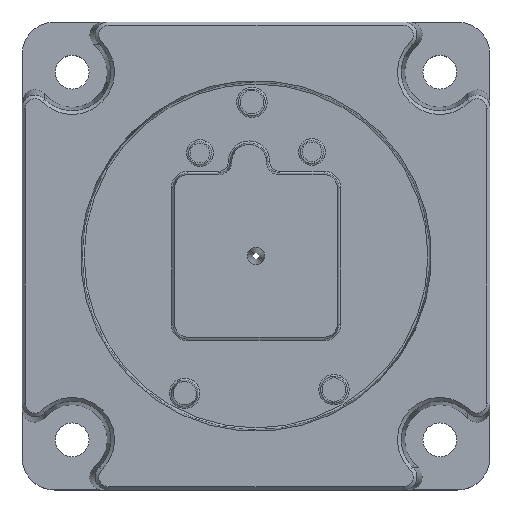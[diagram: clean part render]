
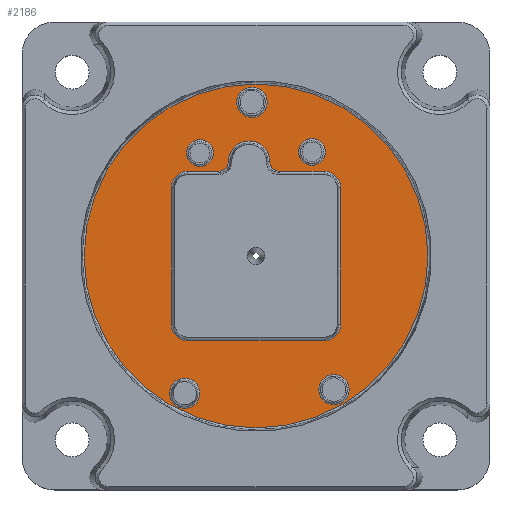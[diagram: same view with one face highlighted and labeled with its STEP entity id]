
A CAD part, top view. The second image highlights one B-rep face of the part: STEP entity #2186.
In plain terms, the highlighted planar face has unit normal (0, 0, 1).
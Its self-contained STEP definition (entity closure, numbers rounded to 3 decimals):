
#69=FACE_BOUND('',#434,.T.);
#70=FACE_BOUND('',#435,.T.);
#71=FACE_BOUND('',#436,.T.);
#72=FACE_BOUND('',#437,.T.);
#73=FACE_BOUND('',#438,.T.);
#74=FACE_BOUND('',#439,.T.);
#133=B_SPLINE_CURVE_WITH_KNOTS('',3,(#4184,#4185,#4186,#4187,#4188),
 .UNSPECIFIED.,.F.,.F.,(4,1,4),(-0.23,-0.098,
0.),.UNSPECIFIED.);
#134=B_SPLINE_CURVE_WITH_KNOTS('',3,(#4221,#4222,#4223,#4224,#4225),
 .UNSPECIFIED.,.F.,.F.,(4,1,4),(-0.23,-0.098,0.),
 .UNSPECIFIED.);
#187=PLANE('',#2373);
#295=FACE_OUTER_BOUND('',#433,.T.);
#433=EDGE_LOOP('',(#1873));
#434=EDGE_LOOP('',(#1874));
#435=EDGE_LOOP('',(#1875));
#436=EDGE_LOOP('',(#1876,#1877,#1878,#1879,#1880,#1881,#1882,#1883,#1884,
#1885,#1886,#1887));
#437=EDGE_LOOP('',(#1888));
#438=EDGE_LOOP('',(#1889));
#439=EDGE_LOOP('',(#1890));
#615=LINE('',#4229,#779);
#616=LINE('',#4237,#780);
#617=LINE('',#4245,#781);
#618=LINE('',#4253,#782);
#619=LINE('',#4259,#783);
#779=VECTOR('',#2800,10.);
#780=VECTOR('',#2811,10.);
#781=VECTOR('',#2822,10.);
#782=VECTOR('',#2833,10.);
#783=VECTOR('',#2842,10.);
#853=CIRCLE('',#2350,3.197);
#857=CIRCLE('',#2356,2.537);
#860=CIRCLE('',#2361,2.537);
#863=CIRCLE('',#2366,2.537);
#866=CIRCLE('',#2371,2.537);
#867=CIRCLE('',#2374,26.463);
#868=CIRCLE('',#2375,2.337);
#869=CIRCLE('',#2376,2.06);
#870=CIRCLE('',#2377,2.06);
#871=CIRCLE('',#2378,2.337);
#872=CIRCLE('',#2379,2.337);
#1055=VERTEX_POINT('',#4181);
#1056=VERTEX_POINT('',#4183);
#1057=VERTEX_POINT('',#4191);
#1058=VERTEX_POINT('',#4219);
#1059=VERTEX_POINT('',#4227);
#1060=VERTEX_POINT('',#4231);
#1061=VERTEX_POINT('',#4235);
#1062=VERTEX_POINT('',#4239);
#1063=VERTEX_POINT('',#4243);
#1064=VERTEX_POINT('',#4247);
#1065=VERTEX_POINT('',#4251);
#1066=VERTEX_POINT('',#4255);
#1067=VERTEX_POINT('',#4261);
#1068=VERTEX_POINT('',#4263);
#1069=VERTEX_POINT('',#4265);
#1070=VERTEX_POINT('',#4267);
#1071=VERTEX_POINT('',#4269);
#1072=VERTEX_POINT('',#4271);
#1336=EDGE_CURVE('',#1056,#1055,#133,.T.);
#1339=EDGE_CURVE('',#1055,#1057,#853,.T.);
#1341=EDGE_CURVE('',#1057,#1058,#134,.T.);
#1343=EDGE_CURVE('',#1058,#1059,#615,.T.);
#1345=EDGE_CURVE('',#1059,#1060,#857,.T.);
#1347=EDGE_CURVE('',#1060,#1061,#616,.T.);
#1349=EDGE_CURVE('',#1061,#1062,#860,.T.);
#1351=EDGE_CURVE('',#1062,#1063,#617,.T.);
#1353=EDGE_CURVE('',#1063,#1064,#863,.T.);
#1355=EDGE_CURVE('',#1064,#1065,#618,.T.);
#1357=EDGE_CURVE('',#1065,#1066,#866,.T.);
#1358=EDGE_CURVE('',#1066,#1056,#619,.T.);
#1359=EDGE_CURVE('',#1067,#1067,#867,.T.);
#1360=EDGE_CURVE('',#1068,#1068,#868,.T.);
#1361=EDGE_CURVE('',#1069,#1069,#869,.T.);
#1362=EDGE_CURVE('',#1070,#1070,#870,.T.);
#1363=EDGE_CURVE('',#1071,#1071,#871,.T.);
#1364=EDGE_CURVE('',#1072,#1072,#872,.T.);
#1873=ORIENTED_EDGE('',*,*,#1359,.T.);
#1874=ORIENTED_EDGE('',*,*,#1360,.T.);
#1875=ORIENTED_EDGE('',*,*,#1361,.T.);
#1876=ORIENTED_EDGE('',*,*,#1353,.T.);
#1877=ORIENTED_EDGE('',*,*,#1355,.T.);
#1878=ORIENTED_EDGE('',*,*,#1357,.T.);
#1879=ORIENTED_EDGE('',*,*,#1358,.T.);
#1880=ORIENTED_EDGE('',*,*,#1336,.T.);
#1881=ORIENTED_EDGE('',*,*,#1339,.T.);
#1882=ORIENTED_EDGE('',*,*,#1341,.T.);
#1883=ORIENTED_EDGE('',*,*,#1343,.T.);
#1884=ORIENTED_EDGE('',*,*,#1345,.T.);
#1885=ORIENTED_EDGE('',*,*,#1347,.T.);
#1886=ORIENTED_EDGE('',*,*,#1349,.T.);
#1887=ORIENTED_EDGE('',*,*,#1351,.T.);
#1888=ORIENTED_EDGE('',*,*,#1362,.T.);
#1889=ORIENTED_EDGE('',*,*,#1363,.T.);
#1890=ORIENTED_EDGE('',*,*,#1364,.T.);
#2186=ADVANCED_FACE('',(#295,#69,#70,#71,#72,#73,#74),#187,.T.);
#2350=AXIS2_PLACEMENT_3D('',#4193,#2792,#2793);
#2356=AXIS2_PLACEMENT_3D('',#4233,#2805,#2806);
#2361=AXIS2_PLACEMENT_3D('',#4241,#2816,#2817);
#2366=AXIS2_PLACEMENT_3D('',#4249,#2827,#2828);
#2371=AXIS2_PLACEMENT_3D('',#4257,#2838,#2839);
#2373=AXIS2_PLACEMENT_3D('',#4260,#2843,#2844);
#2374=AXIS2_PLACEMENT_3D('',#4262,#2845,#2846);
#2375=AXIS2_PLACEMENT_3D('',#4264,#2847,#2848);
#2376=AXIS2_PLACEMENT_3D('',#4266,#2849,#2850);
#2377=AXIS2_PLACEMENT_3D('',#4268,#2851,#2852);
#2378=AXIS2_PLACEMENT_3D('',#4270,#2853,#2854);
#2379=AXIS2_PLACEMENT_3D('',#4272,#2855,#2856);
#2792=DIRECTION('center_axis',(0.,0.,-1.));
#2793=DIRECTION('ref_axis',(0.,1.,0.));
#2800=DIRECTION('',(1.,0.,0.));
#2805=DIRECTION('center_axis',(0.,0.,-1.));
#2806=DIRECTION('ref_axis',(0.707,0.707,0.));
#2811=DIRECTION('',(0.,-1.,0.));
#2816=DIRECTION('center_axis',(0.,0.,-1.));
#2817=DIRECTION('ref_axis',(0.707,-0.707,0.));
#2822=DIRECTION('',(-1.,0.,0.));
#2827=DIRECTION('center_axis',(0.,0.,-1.));
#2828=DIRECTION('ref_axis',(-0.707,-0.707,0.));
#2833=DIRECTION('',(0.,1.,0.));
#2838=DIRECTION('center_axis',(0.,0.,-1.));
#2839=DIRECTION('ref_axis',(-0.707,0.707,0.));
#2842=DIRECTION('',(1.,0.,0.));
#2843=DIRECTION('center_axis',(0.,0.,1.));
#2844=DIRECTION('ref_axis',(1.,0.,0.));
#2845=DIRECTION('center_axis',(0.,0.,1.));
#2846=DIRECTION('ref_axis',(0.707,0.707,0.));
#2847=DIRECTION('center_axis',(0.,0.,-1.));
#2848=DIRECTION('ref_axis',(0.707,0.707,0.));
#2849=DIRECTION('center_axis',(0.,0.,-1.));
#2850=DIRECTION('ref_axis',(0.707,0.707,0.));
#2851=DIRECTION('center_axis',(0.,0.,-1.));
#2852=DIRECTION('ref_axis',(0.707,0.707,0.));
#2853=DIRECTION('center_axis',(0.,0.,-1.));
#2854=DIRECTION('ref_axis',(0.707,0.707,0.));
#2855=DIRECTION('center_axis',(0.,0.,-1.));
#2856=DIRECTION('ref_axis',(0.707,0.707,0.));
#4181=CARTESIAN_POINT('',(-4.26,14.5,-3.));
#4183=CARTESIAN_POINT('',(-5.722,13.039,-3.));
#4184=CARTESIAN_POINT('Ctrl Pts',(-5.722,13.039,-3.));
#4185=CARTESIAN_POINT('Ctrl Pts',(-5.285,13.039,-3.));
#4186=CARTESIAN_POINT('Ctrl Pts',(-4.528,13.406,-3.));
#4187=CARTESIAN_POINT('Ctrl Pts',(-4.26,14.172,-3.));
#4188=CARTESIAN_POINT('Ctrl Pts',(-4.26,14.5,-3.));
#4191=CARTESIAN_POINT('',(2.135,14.5,-3.));
#4193=CARTESIAN_POINT('Origin',(-1.062,14.499,-3.));
#4219=CARTESIAN_POINT('',(3.597,13.039,-3.));
#4221=CARTESIAN_POINT('Ctrl Pts',(2.135,14.5,-3.));
#4222=CARTESIAN_POINT('Ctrl Pts',(2.136,14.063,-3.));
#4223=CARTESIAN_POINT('Ctrl Pts',(2.503,13.306,-3.));
#4224=CARTESIAN_POINT('Ctrl Pts',(3.27,13.039,-3.));
#4225=CARTESIAN_POINT('Ctrl Pts',(3.597,13.039,-3.));
#4227=CARTESIAN_POINT('',(10.498,13.039,-3.));
#4229=CARTESIAN_POINT('',(5.249,13.039,-3.));
#4231=CARTESIAN_POINT('',(13.036,10.501,-3.));
#4233=CARTESIAN_POINT('Origin',(10.498,10.501,-3.));
#4235=CARTESIAN_POINT('',(13.036,-10.499,-3.));
#4237=CARTESIAN_POINT('',(13.036,-5.249,-3.));
#4239=CARTESIAN_POINT('',(10.498,-13.036,-3.));
#4241=CARTESIAN_POINT('Origin',(10.498,-10.499,-3.));
#4243=CARTESIAN_POINT('',(-10.502,-13.036,-3.));
#4245=CARTESIAN_POINT('',(-5.251,-13.036,-3.));
#4247=CARTESIAN_POINT('',(-13.039,-10.499,-3.));
#4249=CARTESIAN_POINT('Origin',(-10.502,-10.499,-3.));
#4251=CARTESIAN_POINT('',(-13.039,10.501,-3.));
#4253=CARTESIAN_POINT('',(-13.039,5.251,-3.));
#4255=CARTESIAN_POINT('',(-10.502,13.039,-3.));
#4257=CARTESIAN_POINT('Origin',(-10.502,10.501,-3.));
#4259=CARTESIAN_POINT('',(-2.861,13.039,-3.));
#4260=CARTESIAN_POINT('Origin',(0.,0.,
-3.));
#4261=CARTESIAN_POINT('',(-26.463,0.,-3.));
#4262=CARTESIAN_POINT('Origin',(0.,0.,
-3.));
#4263=CARTESIAN_POINT('',(9.667,-20.576,-3.));
#4264=CARTESIAN_POINT('Origin',(12.004,-20.576,-3.));
#4265=CARTESIAN_POINT('',(-10.683,15.832,-3.));
#4266=CARTESIAN_POINT('Origin',(-8.624,15.832,-3.));
#4267=CARTESIAN_POINT('',(6.561,16.014,-3.));
#4268=CARTESIAN_POINT('Origin',(8.621,16.014,-3.));
#4269=CARTESIAN_POINT('',(-2.964,23.646,-3.));
#4270=CARTESIAN_POINT('Origin',(-0.626,23.646,-3.));
#4271=CARTESIAN_POINT('',(-13.315,-21.142,-3.));
#4272=CARTESIAN_POINT('Origin',(-10.978,-21.142,-3.));
